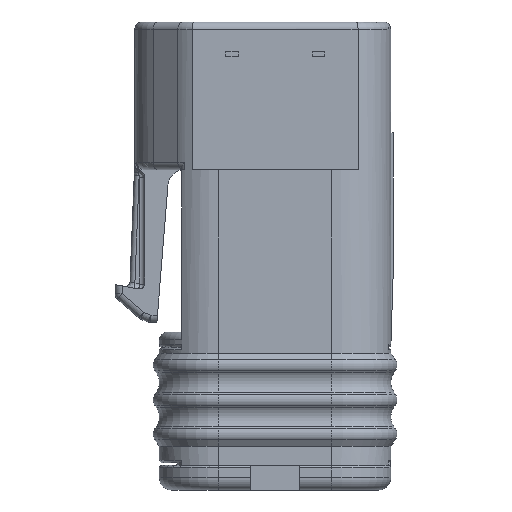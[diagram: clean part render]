
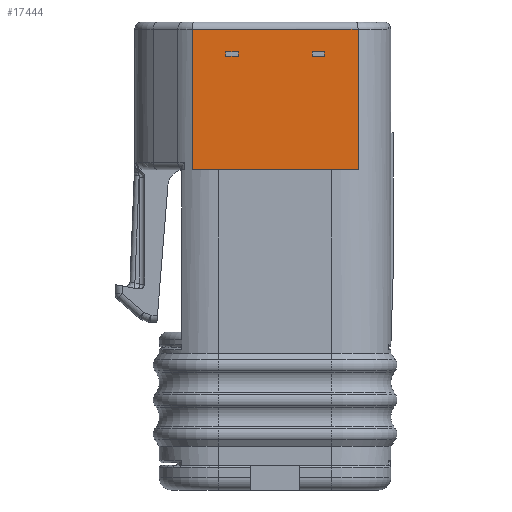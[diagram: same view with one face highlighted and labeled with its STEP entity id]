
A CAD part, front view. The second image highlights one B-rep face of the part: STEP entity #17444.
In plain terms, the highlighted planar face has unit normal (0, -1, 0).
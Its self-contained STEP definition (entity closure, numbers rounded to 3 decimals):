
#213=DIRECTION('',(0.,0.,1.));
#214=VECTOR('',#213,5.7);
#215=CARTESIAN_POINT('',(-3.367,-4.45,26.9));
#216=LINE('',#215,#214);
#2289=DIRECTION('',(0.,0.,1.));
#2290=VECTOR('',#2289,5.7);
#2291=CARTESIAN_POINT('',(3.367,-4.45,26.9));
#2292=LINE('',#2291,#2290);
#3413=DIRECTION('',(-1.,0.,0.));
#3414=VECTOR('',#3413,6.733);
#3415=CARTESIAN_POINT('',(3.367,-4.45,26.9));
#3416=LINE('',#3415,#3414);
#3585=DIRECTION('',(1.,0.,0.));
#3586=VECTOR('',#3585,6.733);
#3587=CARTESIAN_POINT('',(-3.367,-4.45,32.6));
#3588=LINE('',#3587,#3586);
#3589=DIRECTION('',(0.,0.,1.));
#3590=VECTOR('',#3589,0.2);
#3591=CARTESIAN_POINT('',(-1.5,-4.45,31.5));
#3592=LINE('',#3591,#3590);
#3597=DIRECTION('',(0.,0.,1.));
#3598=VECTOR('',#3597,0.2);
#3599=CARTESIAN_POINT('',(1.5,-4.45,31.5));
#3600=LINE('',#3599,#3598);
#3601=DIRECTION('',(1.,0.,0.));
#3602=VECTOR('',#3601,0.5);
#3603=CARTESIAN_POINT('',(1.5,-4.45,31.5));
#3604=LINE('',#3603,#3602);
#3627=DIRECTION('',(1.,0.,0.));
#3628=VECTOR('',#3627,0.5);
#3629=CARTESIAN_POINT('',(-2.,-4.45,31.5));
#3630=LINE('',#3629,#3628);
#6022=DIRECTION('',(0.,0.,1.));
#6023=VECTOR('',#6022,0.2);
#6024=CARTESIAN_POINT('',(-2.,-4.45,31.5));
#6025=LINE('',#6024,#6023);
#6042=DIRECTION('',(1.,0.,0.));
#6043=VECTOR('',#6042,0.5);
#6044=CARTESIAN_POINT('',(-2.,-4.45,31.7));
#6045=LINE('',#6044,#6043);
#6050=DIRECTION('',(1.,0.,0.));
#6051=VECTOR('',#6050,0.5);
#6052=CARTESIAN_POINT('',(1.5,-4.45,31.7));
#6053=LINE('',#6052,#6051);
#6086=DIRECTION('',(0.,0.,-1.));
#6087=VECTOR('',#6086,0.2);
#6088=CARTESIAN_POINT('',(2.,-4.45,31.7));
#6089=LINE('',#6088,#6087);
#9759=CARTESIAN_POINT('',(-3.367,-4.45,26.9));
#9761=VERTEX_POINT('',#9759);
#9765=CARTESIAN_POINT('',(3.367,-4.45,26.9));
#9766=VERTEX_POINT('',#9765);
#9776=CARTESIAN_POINT('',(2.,-4.45,31.7));
#9778=VERTEX_POINT('',#9776);
#9784=CARTESIAN_POINT('',(-2.,-4.45,31.7));
#9786=VERTEX_POINT('',#9784);
#11156=CARTESIAN_POINT('',(-3.367,-4.45,32.6));
#11157=CARTESIAN_POINT('',(3.367,-4.45,32.6));
#11158=VERTEX_POINT('',#11156);
#11159=VERTEX_POINT('',#11157);
#11920=CARTESIAN_POINT('',(-1.5,-4.45,31.7));
#11921=VERTEX_POINT('',#11920);
#11922=CARTESIAN_POINT('',(1.5,-4.45,31.7));
#11923=VERTEX_POINT('',#11922);
#11970=CARTESIAN_POINT('',(2.,-4.45,31.5));
#11971=VERTEX_POINT('',#11970);
#11974=CARTESIAN_POINT('',(-2.,-4.45,31.5));
#11975=VERTEX_POINT('',#11974);
#12071=CARTESIAN_POINT('',(-1.5,-4.45,31.5));
#12072=VERTEX_POINT('',#12071);
#12073=CARTESIAN_POINT('',(1.5,-4.45,31.5));
#12074=VERTEX_POINT('',#12073);
#17413=CARTESIAN_POINT('',(3.367,-4.45,32.9));
#17414=DIRECTION('',(0.,1.,0.));
#17415=DIRECTION('',(-1.,0.,0.));
#17416=AXIS2_PLACEMENT_3D('',#17413,#17414,#17415);
#17417=PLANE('',#17416);
#17418=ORIENTED_EDGE('',*,*,#17404,.T.);
#17419=ORIENTED_EDGE('',*,*,#15596,.F.);
#17420=ORIENTED_EDGE('',*,*,#17267,.T.);
#17421=ORIENTED_EDGE('',*,*,#12661,.T.);
#17422=EDGE_LOOP('',(#17418,#17419,#17420,#17421));
#17423=FACE_OUTER_BOUND('',#17422,.F.);
#17425=ORIENTED_EDGE('',*,*,#17424,.F.);
#17427=ORIENTED_EDGE('',*,*,#17426,.T.);
#17429=ORIENTED_EDGE('',*,*,#17428,.F.);
#17431=ORIENTED_EDGE('',*,*,#17430,.F.);
#17432=EDGE_LOOP('',(#17425,#17427,#17429,#17431));
#17433=FACE_BOUND('',#17432,.F.);
#17435=ORIENTED_EDGE('',*,*,#17434,.F.);
#17437=ORIENTED_EDGE('',*,*,#17436,.T.);
#17439=ORIENTED_EDGE('',*,*,#17438,.T.);
#17441=ORIENTED_EDGE('',*,*,#17440,.F.);
#17442=EDGE_LOOP('',(#17435,#17437,#17439,#17441));
#17443=FACE_BOUND('',#17442,.F.);
#17444=ADVANCED_FACE('',(#17423,#17433,#17443),#17417,.F.);
#12661=EDGE_CURVE('',#9761,#11158,#216,.T.);
#15596=EDGE_CURVE('',#9766,#11159,#2292,.T.);
#17267=EDGE_CURVE('',#9766,#9761,#3416,.T.);
#17404=EDGE_CURVE('',#11158,#11159,#3588,.T.);
#17424=EDGE_CURVE('',#12074,#11923,#3600,.T.);
#17426=EDGE_CURVE('',#12074,#11971,#3604,.T.);
#17428=EDGE_CURVE('',#9778,#11971,#6089,.T.);
#17430=EDGE_CURVE('',#11923,#9778,#6053,.T.);
#17434=EDGE_CURVE('',#11975,#9786,#6025,.T.);
#17436=EDGE_CURVE('',#11975,#12072,#3630,.T.);
#17438=EDGE_CURVE('',#12072,#11921,#3592,.T.);
#17440=EDGE_CURVE('',#9786,#11921,#6045,.T.);
